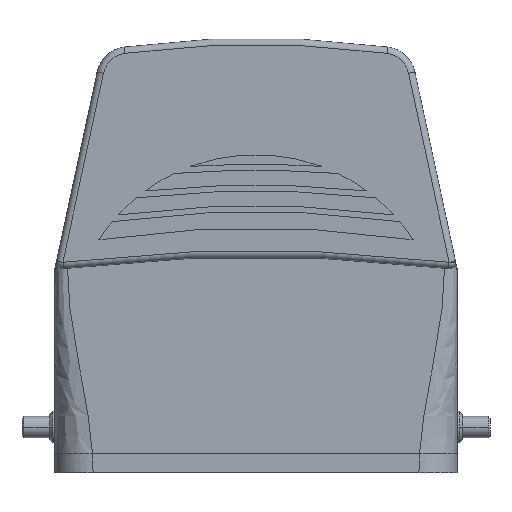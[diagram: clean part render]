
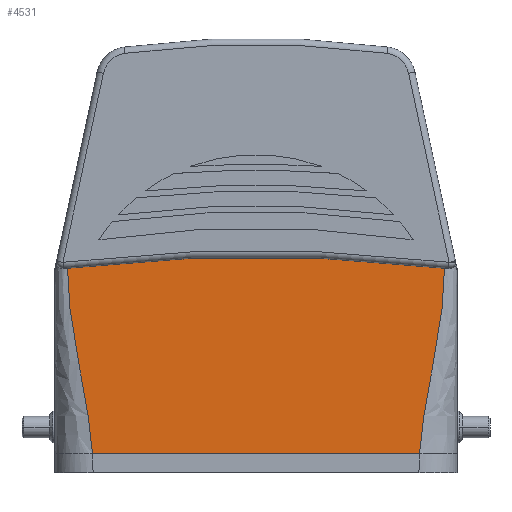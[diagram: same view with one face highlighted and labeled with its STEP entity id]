
A CAD part, top view. The second image highlights one B-rep face of the part: STEP entity #4531.
In plain terms, the highlighted planar face has unit normal (0, 0, 1).
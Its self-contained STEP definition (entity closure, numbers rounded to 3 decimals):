
#540 = PLANE ( 'NONE',  #3069 ) ;
#1105 = VERTEX_POINT ( 'NONE', #9161 ) ;
#1203 = CARTESIAN_POINT ( 'NONE',  ( -29.5, 31.832, 14.89 ) ) ;
#1521 = CARTESIAN_POINT ( 'NONE',  ( 29.5, 22.15, 14.89 ) ) ;
#1711 = B_SPLINE_CURVE_WITH_KNOTS ( 'NONE', 3,
 ( #11054, #10979, #1203, #7522, #2122, #8423, #3052 ),
 .UNSPECIFIED., .F., .F.,
 ( 4, 3, 4 ),
 ( 0., 0., 0.029 ),
 .UNSPECIFIED. ) ;
#2122 = CARTESIAN_POINT ( 'NONE',  ( -29.5, 22.15, 14.89 ) ) ;
#2219 = B_SPLINE_CURVE_WITH_KNOTS ( 'NONE', 3,
 ( #11202, #11352, #1521, #7837, #2436, #8724, #3354 ),
 .UNSPECIFIED., .F., .F.,
 ( 4, 3, 4 ),
 ( -0.029, 0., 0. ),
 .UNSPECIFIED. ) ;
#2436 = CARTESIAN_POINT ( 'NONE',  ( 29.5, 31.832, 14.89 ) ) ;
#2662 = ORIENTED_EDGE ( 'NONE', *, *, #6942, .T. ) ;
#3052 = CARTESIAN_POINT ( 'NONE',  ( -25.597, 2.95, 14.89 ) ) ;
#3069 = AXIS2_PLACEMENT_3D ( 'NONE', #4212, #10466, #5106 ) ;
#3231 = CIRCLE ( 'NONE', #9399, 250. ) ;
#3354 = CARTESIAN_POINT ( 'NONE',  ( 29.5, 31.996, 14.89 ) ) ;
#3803 = VECTOR ( 'NONE', #11093, 1000. ) ;
#3919 = VERTEX_POINT ( 'NONE', #9371 ) ;
#3989 = VERTEX_POINT ( 'NONE', #4914 ) ;
#4212 = CARTESIAN_POINT ( 'NONE',  ( 0., -216.258, 14.89 ) ) ;
#4531 = ADVANCED_FACE ( 'NONE', ( #5364 ), #540, .F. ) ;
#4914 = CARTESIAN_POINT ( 'NONE',  ( -29.5, 31.996, 14.89 ) ) ;
#4974 = CARTESIAN_POINT ( 'NONE',  ( 0., -216.258, 14.89 ) ) ;
#4981 = ORIENTED_EDGE ( 'NONE', *, *, #7316, .T. ) ;
#5106 = DIRECTION ( 'NONE',  ( -1., 0., 0. ) ) ;
#5364 = FACE_OUTER_BOUND ( 'NONE', #10767, .T. ) ;
#5860 = DIRECTION ( 'NONE',  ( -1., 0., 0. ) ) ;
#6173 = EDGE_CURVE ( 'NONE', #1105, #6287, #6462, .T. ) ;
#6287 = VERTEX_POINT ( 'NONE', #7116 ) ;
#6462 = LINE ( 'NONE', #8419, #3803 ) ;
#6552 = EDGE_CURVE ( 'NONE', #1105, #3919, #2219, .T. ) ;
#6942 = EDGE_CURVE ( 'NONE', #3919, #3989, #3231, .T. ) ;
#7116 = CARTESIAN_POINT ( 'NONE',  ( -25.597, 2.95, 14.89 ) ) ;
#7316 = EDGE_CURVE ( 'NONE', #3989, #6287, #1711, .T. ) ;
#7522 = CARTESIAN_POINT ( 'NONE',  ( -29.5, 31.75, 14.89 ) ) ;
#7837 = CARTESIAN_POINT ( 'NONE',  ( 29.5, 31.75, 14.89 ) ) ;
#8386 = ORIENTED_EDGE ( 'NONE', *, *, #6552, .T. ) ;
#8419 = CARTESIAN_POINT ( 'NONE',  ( 0., 2.95, 14.89 ) ) ;
#8423 = CARTESIAN_POINT ( 'NONE',  ( -26.209, 12.55, 14.89 ) ) ;
#8724 = CARTESIAN_POINT ( 'NONE',  ( 29.5, 31.914, 14.89 ) ) ;
#9161 = CARTESIAN_POINT ( 'NONE',  ( 25.597, 2.95, 14.89 ) ) ;
#9371 = CARTESIAN_POINT ( 'NONE',  ( 29.5, 31.996, 14.89 ) ) ;
#9399 = AXIS2_PLACEMENT_3D ( 'NONE', #4974, #11219, #5860 ) ;
#9809 = ORIENTED_EDGE ( 'NONE', *, *, #6173, .F. ) ;
#10466 = DIRECTION ( 'NONE',  ( 0., 0., -1. ) ) ;
#10767 = EDGE_LOOP ( 'NONE', ( #9809, #8386, #2662, #4981 ) ) ;
#10979 = CARTESIAN_POINT ( 'NONE',  ( -29.5, 31.914, 14.89 ) ) ;
#11054 = CARTESIAN_POINT ( 'NONE',  ( -29.5, 31.996, 14.89 ) ) ;
#11093 = DIRECTION ( 'NONE',  ( -1., 0., 0. ) ) ;
#11202 = CARTESIAN_POINT ( 'NONE',  ( 25.597, 2.95, 14.89 ) ) ;
#11219 = DIRECTION ( 'NONE',  ( 0., 0., 1. ) ) ;
#11352 = CARTESIAN_POINT ( 'NONE',  ( 26.209, 12.55, 14.89 ) ) ;
